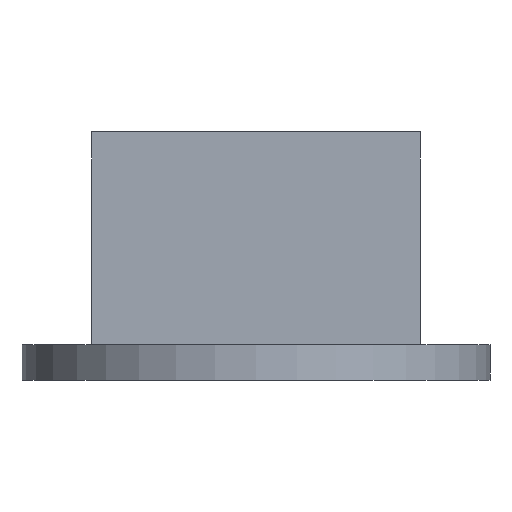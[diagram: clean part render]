
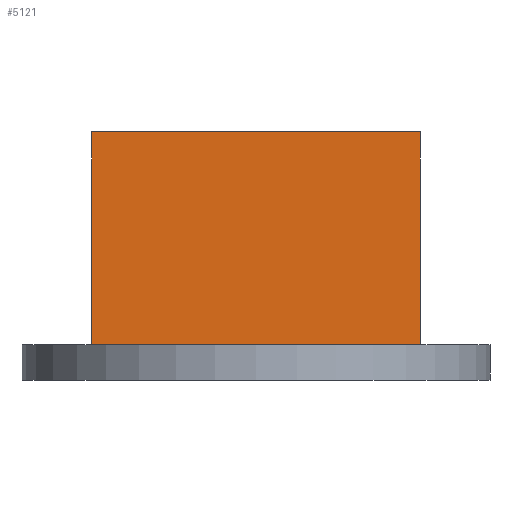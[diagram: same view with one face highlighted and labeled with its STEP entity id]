
A CAD part, left-side view. The second image highlights one B-rep face of the part: STEP entity #5121.
In plain terms, the highlighted planar face has unit normal (-1, 0, 0).
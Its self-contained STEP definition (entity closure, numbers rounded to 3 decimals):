
#13 = PLANE ( 'NONE',  #481 ) ;
#481 = AXIS2_PLACEMENT_3D ( 'NONE', #6572, #729, #1905 ) ;
#521 = EDGE_CURVE ( 'NONE', #1446, #2584, #1971, .T. ) ;
#729 = DIRECTION ( 'NONE',  ( 1., 0., 0. ) ) ;
#737 = ORIENTED_EDGE ( 'NONE', *, *, #521, .F. ) ;
#1288 = ORIENTED_EDGE ( 'NONE', *, *, #5366, .F. ) ;
#1446 = VERTEX_POINT ( 'NONE', #1629 ) ;
#1629 = CARTESIAN_POINT ( 'NONE',  ( -69.5, 69.5, 15. ) ) ;
#1636 = CARTESIAN_POINT ( 'NONE',  ( -69.5, 69.5, 105. ) ) ;
#1905 = DIRECTION ( 'NONE',  ( 0., 1., 0. ) ) ;
#1971 = LINE ( 'NONE', #4324, #6906 ) ;
#2584 = VERTEX_POINT ( 'NONE', #1636 ) ;
#2855 = DIRECTION ( 'NONE',  ( 0., 0., -1. ) ) ;
#3513 = VERTEX_POINT ( 'NONE', #6757 ) ;
#3665 = VERTEX_POINT ( 'NONE', #3717 ) ;
#3717 = CARTESIAN_POINT ( 'NONE',  ( -69.5, -69.5, 15. ) ) ;
#3833 = EDGE_LOOP ( 'NONE', ( #737, #1288, #4096, #6514 ) ) ;
#3926 = CARTESIAN_POINT ( 'NONE',  ( -69.5, 69.5, 105. ) ) ;
#3933 = LINE ( 'NONE', #6456, #6582 ) ;
#4096 = ORIENTED_EDGE ( 'NONE', *, *, #6086, .F. ) ;
#4205 = DIRECTION ( 'NONE',  ( 0., 1., 0. ) ) ;
#4324 = CARTESIAN_POINT ( 'NONE',  ( -69.5, 69.5, 15. ) ) ;
#5035 = LINE ( 'NONE', #3926, #6973 ) ;
#5121 = ADVANCED_FACE ( 'NONE', ( #7066 ), #13, .F. ) ;
#5366 = EDGE_CURVE ( 'NONE', #3665, #1446, #6775, .T. ) ;
#6086 = EDGE_CURVE ( 'NONE', #3513, #3665, #3933, .T. ) ;
#6328 = DIRECTION ( 'NONE',  ( 0., -1., 0. ) ) ;
#6456 = CARTESIAN_POINT ( 'NONE',  ( -69.5, -69.5, 15. ) ) ;
#6514 = ORIENTED_EDGE ( 'NONE', *, *, #7166, .F. ) ;
#6572 = CARTESIAN_POINT ( 'NONE',  ( -69.5, 0., 60. ) ) ;
#6582 = VECTOR ( 'NONE', #2855, 1000. ) ;
#6717 = DIRECTION ( 'NONE',  ( 0., 0., 1. ) ) ;
#6757 = CARTESIAN_POINT ( 'NONE',  ( -69.5, -69.5, 105. ) ) ;
#6775 = LINE ( 'NONE', #7644, #6815 ) ;
#6815 = VECTOR ( 'NONE', #4205, 1000. ) ;
#6906 = VECTOR ( 'NONE', #6717, 1000. ) ;
#6973 = VECTOR ( 'NONE', #6328, 1000. ) ;
#7066 = FACE_OUTER_BOUND ( 'NONE', #3833, .T. ) ;
#7166 = EDGE_CURVE ( 'NONE', #2584, #3513, #5035, .T. ) ;
#7644 = CARTESIAN_POINT ( 'NONE',  ( -69.5, 69.5, 15. ) ) ;
